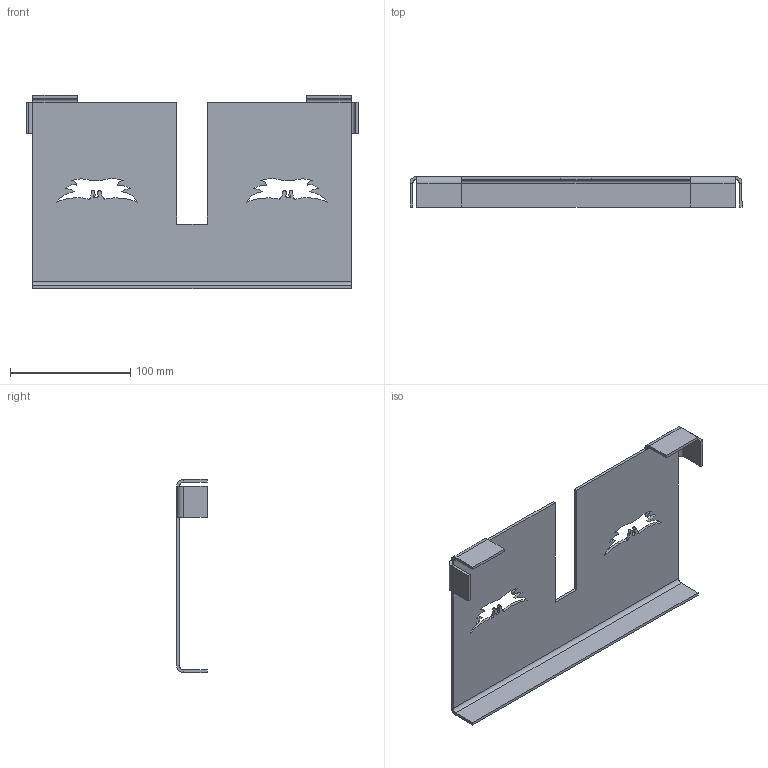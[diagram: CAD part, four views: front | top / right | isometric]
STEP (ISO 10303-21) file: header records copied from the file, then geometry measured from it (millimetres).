
FILE_DESCRIPTION (( 'STEP AP214' ), '1' );
FILE_NAME ('P-9 Elevator Top Plate.STEP', '2015-01-25T00:40:16', ( '' ), ( '' ), 'SwSTEP 2.0', 'SolidWorks 2014', '' );
FILE_SCHEMA (( 'AUTOMOTIVE_DESIGN' ));
Length unit declared in the file: inch
Products named in the file (1): P-9 Elevator Top Plate
Bounding box: 276.54 x 25.4 x 160.97 mm (x, y, z)
Volume: 110097.9 mm3; surface area: 96626.8 mm2
Topology: 1 solids, 1 shells, 130 faces, 344 edges, 216 vertices
Faces by surface type: cylinder 74, plane 56
Entity records: 4084 total; most frequent: DIRECTION 754, CARTESIAN_POINT 691, ORIENTED_EDGE 688, EDGE_CURVE 344, AXIS2_PLACEMENT_3D 279, VERTEX_POINT 216, VECTOR 196, LINE 196
